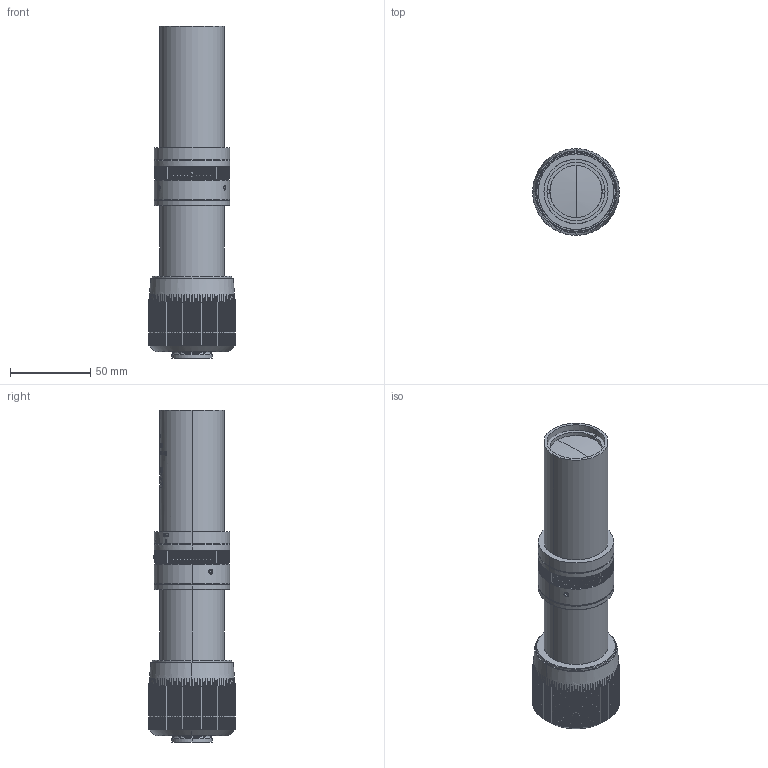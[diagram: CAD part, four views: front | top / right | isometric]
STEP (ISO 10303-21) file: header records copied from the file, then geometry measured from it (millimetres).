
FILE_DESCRIPTION (( 'STEP AP203' ), '1' );
FILE_NAME ('S5LPJ6415_01.STEP', '2022-02-23T09:46:31', ( '' ), ( '' ), 'SwSTEP 2.0', 'SolidWorks 2021', '' );
FILE_SCHEMA (( 'CONFIG_CONTROL_DESIGN' ));
Length unit declared in the file: millimetre
Products named in the file (13): DIN 913 - M3 x 2.5-N_DIN 913 - M3 x 2.5-N; S5LMN6420; 588202_S5LPJ6415; S5LDX6420; 591005_mit R„ndel; 588207; 588204_r„ndel; 588206; 591006; 542007; 591003; 591004; S5LPJ6415_01
Assembly tree (17 placements, depth 2):
  S5LPJ6415_01
    S5LDX6420
    S5LMN6420
    588202_S5LPJ6415
    591003
    588206
    588204_r„ndel
    588207
    DIN 913 - M3 x 2.5-N_DIN 913 - M3 x 2.5-N  x6
    542007
    591005_mit R„ndel
    591004
    591006
Bounding box: 53.99 x 53.99 x 206.88 mm (x, y, z)
Volume: 151783.4 mm3; surface area: 97891.5 mm2
Topology: 17 solids, 17 shells, 1852 faces, 4692 edges, 2978 vertices
Faces by surface type: plane 918, bspline 333, cylinder 323, cone 234, torus 36, sphere 8
Entity records: 86941 total; most frequent: CARTESIAN_POINT 46346, ORIENTED_EDGE 9064, DIRECTION 6599, EDGE_CURVE 4532, VERTEX_POINT 2878, AXIS2_PLACEMENT_3D 2482, EDGE_LOOP 1908, B_SPLINE_CURVE_WITH_KNOTS 1855
